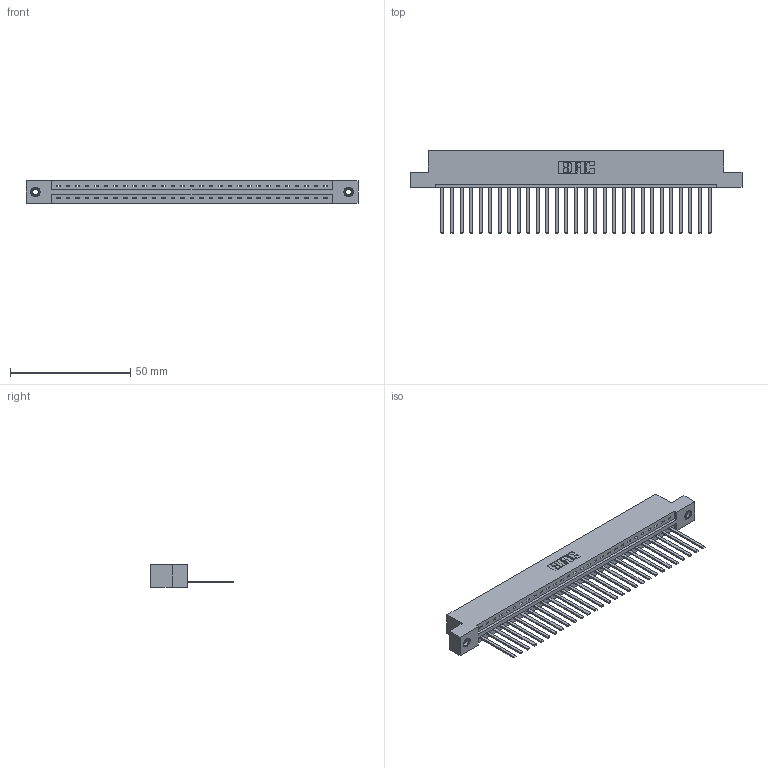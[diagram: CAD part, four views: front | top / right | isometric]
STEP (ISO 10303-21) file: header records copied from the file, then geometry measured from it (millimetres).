
FILE_DESCRIPTION (( 'STEP AP203' ), '1' );
FILE_NAME ('337-029-544-107.STEP', '2018-08-06T14:20:59', ( '' ), ( '' ), 'SwSTEP 2.0', 'SolidWorks 2016', '' );
FILE_SCHEMA (( 'CONFIG_CONTROL_DESIGN' ));
Length unit declared in the file: inch
Products named in the file (4): 337 Part_Flush Mounting Lugs - 0.156 Dia-TI; 345-292-001_345-293-144; 345-250-001_345-250-005-103; 337-029-544-107
Assembly tree (32 placements, depth 2):
  337-029-544-107
    337 Part_Flush Mounting Lugs - 0.156 Dia-TI
    345-292-001_345-293-144  x29
    345-250-001_345-250-005-103  x2
Bounding box: 137.92 x 34.3 x 9.4 mm (x, y, z)
Volume: 14494.3 mm3; surface area: 16051.5 mm2
Topology: 32 solids, 32 shells, 1798 faces, 5377 edges, 3538 vertices
Faces by surface type: plane 1320, cylinder 462, cone 12, torus 4
Entity records: 24240 total; most frequent: CARTESIAN_POINT 4200, ORIENTED_EDGE 4158, DIRECTION 3591, EDGE_CURVE 2079, VECTOR 1935, LINE 1935, VERTEX_POINT 1380, AXIS2_PLACEMENT_3D 828
